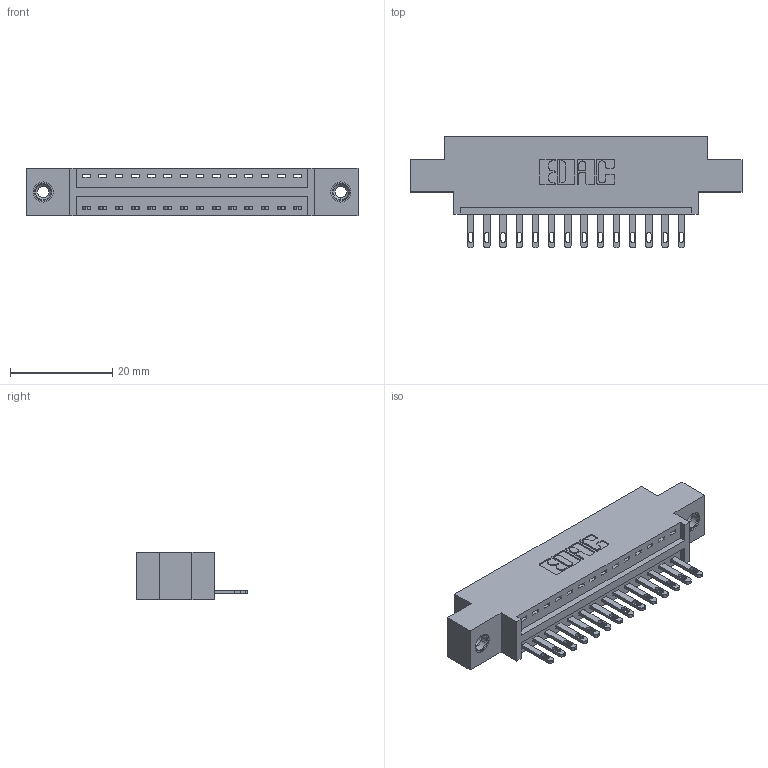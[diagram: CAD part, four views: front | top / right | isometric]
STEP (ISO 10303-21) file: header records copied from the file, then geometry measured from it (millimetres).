
FILE_DESCRIPTION (( 'STEP AP203' ), '1' );
FILE_NAME ('346-014-500-608.STEP', '2022-05-05T05:35:03', ( '' ), ( '' ), 'SwSTEP 2.0', 'SolidWorks 2020', '' );
FILE_SCHEMA (( 'CONFIG_CONTROL_DESIGN' ));
Length unit declared in the file: inch
Products named in the file (4): 346-014-500-608; 345-292-001_345-293-100; 345-250-001_345-250-003-102; 346 Part_0.170 Offset - 0.156 Dia-TI
Assembly tree (17 placements, depth 2):
  346-014-500-608
    346 Part_0.170 Offset - 0.156 Dia-TI
    345-292-001_345-293-100  x14
    345-250-001_345-250-003-102  x2
Bounding box: 65.02 x 21.84 x 9.4 mm (x, y, z)
Volume: 5878.9 mm3; surface area: 7260.4 mm2
Topology: 17 solids, 17 shells, 942 faces, 2829 edges, 1878 vertices
Faces by surface type: plane 588, cylinder 338, cone 12, torus 4
Entity records: 13706 total; most frequent: CARTESIAN_POINT 2341, ORIENTED_EDGE 2282, DIRECTION 2127, EDGE_CURVE 1141, VECTOR 929, LINE 929, VERTEX_POINT 756, AXIS2_PLACEMENT_3D 599
